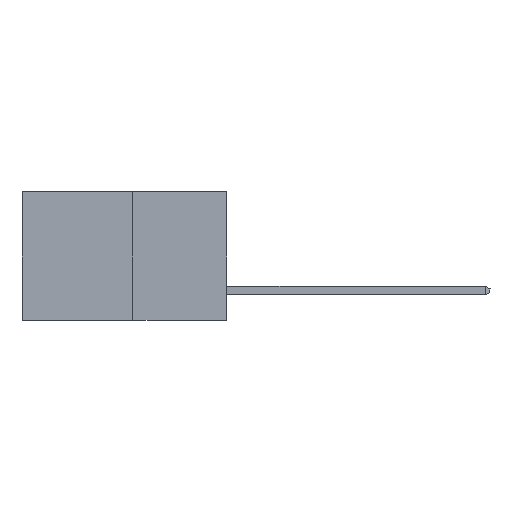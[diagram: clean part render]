
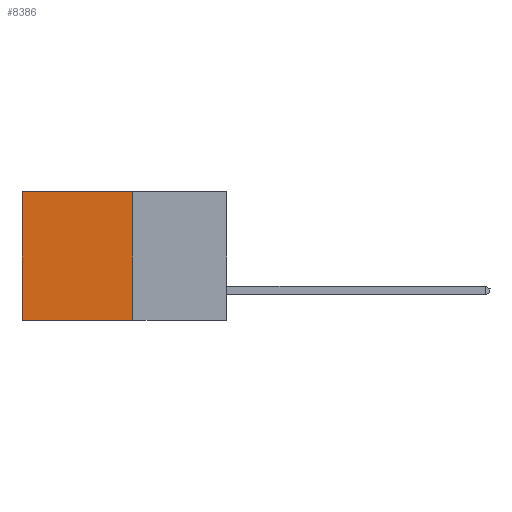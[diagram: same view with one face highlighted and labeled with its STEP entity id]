
A CAD part, left-side view. The second image highlights one B-rep face of the part: STEP entity #8386.
In plain terms, the highlighted planar face has unit normal (-1, 0, 0).
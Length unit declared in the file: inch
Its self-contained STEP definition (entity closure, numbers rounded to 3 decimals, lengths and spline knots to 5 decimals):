
#490 = VECTOR ( 'NONE', #4899, 39.37008 ) ;
#1053 = EDGE_CURVE ( 'NONE', #13907, #6737, #3796, .T. ) ;
#1164 = DIRECTION ( 'NONE',  ( 0., 1., 0. ) ) ;
#1536 = EDGE_CURVE ( 'NONE', #3395, #13907, #12128, .T. ) ;
#2330 = CARTESIAN_POINT ( 'NONE',  ( 0.277, 0.59, -0.37 ) ) ;
#2812 = CARTESIAN_POINT ( 'NONE',  ( 0.277, 0.27, -0.37 ) ) ;
#3395 = VERTEX_POINT ( 'NONE', #4075 ) ;
#3508 = ORIENTED_EDGE ( 'NONE', *, *, #4245, .F. ) ;
#3796 = LINE ( 'NONE', #2330, #9332 ) ;
#3957 = LINE ( 'NONE', #12481, #490 ) ;
#4075 = CARTESIAN_POINT ( 'NONE',  ( 0.277, 0.27, 0. ) ) ;
#4245 = EDGE_CURVE ( 'NONE', #9028, #6737, #6622, .T. ) ;
#4261 = ORIENTED_EDGE ( 'NONE', *, *, #1536, .T. ) ;
#4429 = CARTESIAN_POINT ( 'NONE',  ( 0.277, 0.59, -0.37 ) ) ;
#4899 = DIRECTION ( 'NONE',  ( 0., 0., -1. ) ) ;
#6270 = VECTOR ( 'NONE', #1164, 39.37008 ) ;
#6616 = CARTESIAN_POINT ( 'NONE',  ( 0.277, 0.27, 0. ) ) ;
#6622 = LINE ( 'NONE', #2812, #6270 ) ;
#6687 = FACE_OUTER_BOUND ( 'NONE', #7777, .T. ) ;
#6737 = VERTEX_POINT ( 'NONE', #4429 ) ;
#6978 = DIRECTION ( 'NONE',  ( 0., 0., -1. ) ) ;
#7777 = EDGE_LOOP ( 'NONE', ( #8823, #3508, #10049, #4261 ) ) ;
#8125 = CARTESIAN_POINT ( 'NONE',  ( 0.277, 0.27, -0.37 ) ) ;
#8219 = DIRECTION ( 'NONE',  ( 0., 1., 0. ) ) ;
#8386 = ADVANCED_FACE ( 'NONE', ( #6687 ), #12404, .F. ) ;
#8823 = ORIENTED_EDGE ( 'NONE', *, *, #1053, .T. ) ;
#9028 = VERTEX_POINT ( 'NONE', #8125 ) ;
#9318 = VECTOR ( 'NONE', #8219, 39.37008 ) ;
#9332 = VECTOR ( 'NONE', #6978, 39.37008 ) ;
#9542 = CARTESIAN_POINT ( 'NONE',  ( 0.277, 0.59, 0. ) ) ;
#10049 = ORIENTED_EDGE ( 'NONE', *, *, #11635, .F. ) ;
#10436 = AXIS2_PLACEMENT_3D ( 'NONE', #12308, #12290, #12259 ) ;
#11635 = EDGE_CURVE ( 'NONE', #3395, #9028, #3957, .T. ) ;
#12128 = LINE ( 'NONE', #6616, #9318 ) ;
#12259 = DIRECTION ( 'NONE',  ( 0., 0., -1. ) ) ;
#12290 = DIRECTION ( 'NONE',  ( 1., 0., 0. ) ) ;
#12308 = CARTESIAN_POINT ( 'NONE',  ( 0.277, 0.27, -0.37 ) ) ;
#12404 = PLANE ( 'NONE',  #10436 ) ;
#12481 = CARTESIAN_POINT ( 'NONE',  ( 0.277, 0.27, -0.37 ) ) ;
#13907 = VERTEX_POINT ( 'NONE', #9542 ) ;
